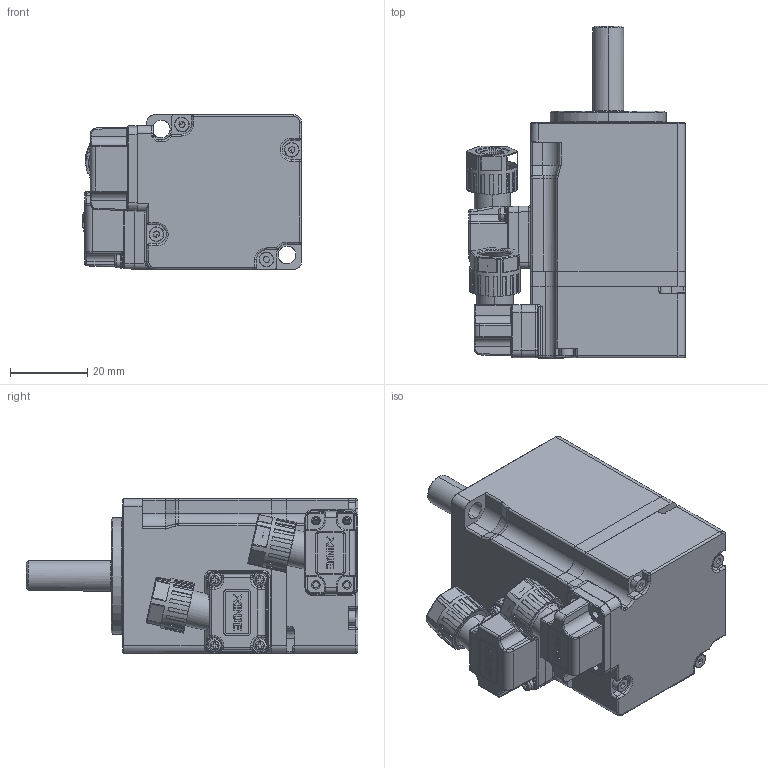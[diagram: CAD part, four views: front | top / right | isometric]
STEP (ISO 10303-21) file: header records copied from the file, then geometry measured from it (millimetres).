
FILE_DESCRIPTION (( 'STEP AP214' ), '1' );
FILE_NAME ('MS6H-40CM30B4-20A5.STEP', '2024-03-21T11:16:17', ( '' ), ( '' ), 'SwSTEP 2.0', 'SolidWorks 2022', '' );
FILE_SCHEMA (( 'AUTOMOTIVE_DESIGN' ));
Length unit declared in the file: millimetre
Products named in the file (1): MS6H-40CM30B4-20A5
Bounding box: 56.61 x 85.8 x 40 mm (x, y, z)
Surface area: 21254.3 mm2 (no closed solid volume)
Topology: 0 solids, 22 shells, 1076 faces, 3496 edges, 2355 vertices
Faces by surface type: plane 452, cylinder 381, torus 96, cone 75, bspline 57, sphere 15
Entity records: 60483 total; most frequent: CARTESIAN_POINT 19883, ORIENTED_EDGE 6063, DIRECTION 5469, EDGE_CURVE 3483, VERTEX_POINT 2355, AXIS2_PLACEMENT_3D 1973, VECTOR 1523, LINE 1523
